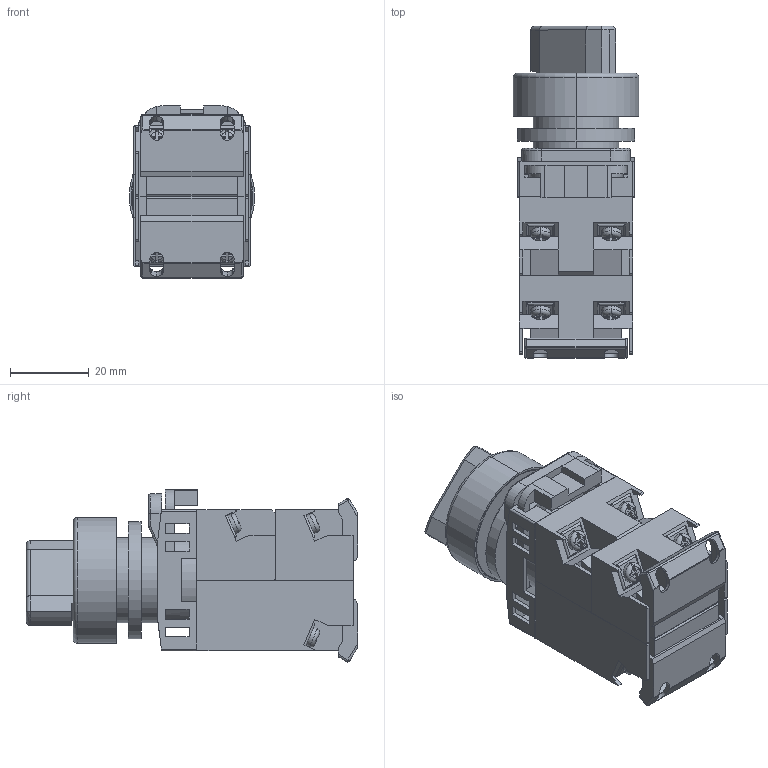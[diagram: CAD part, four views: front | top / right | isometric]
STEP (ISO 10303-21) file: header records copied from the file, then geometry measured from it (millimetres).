
FILE_DESCRIPTION (( 'STEP AP214' ), '1' );
FILE_NAME ('AR22PL-311L3SZA.step', '2017-08-28T20:56:50', ( '' ), ( '' ), 'SwSTEP 2.0', 'SolidWorks 2017', '' );
FILE_SCHEMA (( 'AUTOMOTIVE_DESIGN' ));
Length unit declared in the file: millimetre
Products named in the file (1): AR22PL-311L3SZA
Bounding box: 32 x 84.5 x 43.81 mm (x, y, z)
Volume: 57502.7 mm3; surface area: 30218.8 mm2
Topology: 23 solids, 23 shells, 556 faces, 1480 edges, 964 vertices
Faces by surface type: plane 386, cylinder 139, torus 18, sphere 8, bspline 5
Entity records: 18280 total; most frequent: CARTESIAN_POINT 4220, ORIENTED_EDGE 2956, DIRECTION 2573, EDGE_CURVE 1478, LINE 1041, VECTOR 1041, VERTEX_POINT 964, AXIS2_PLACEMENT_3D 766
